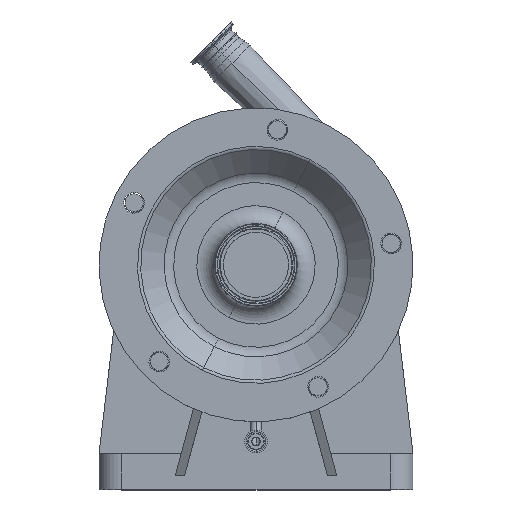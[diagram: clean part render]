
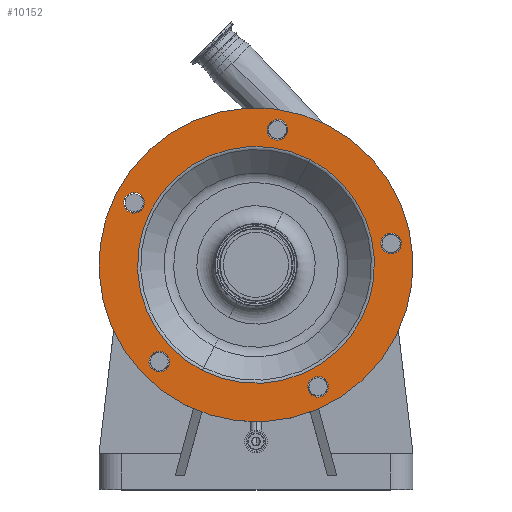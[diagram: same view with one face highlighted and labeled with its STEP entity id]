
A CAD part, top view. The second image highlights one B-rep face of the part: STEP entity #10152.
In plain terms, the highlighted planar face has unit normal (0, 0, 1).
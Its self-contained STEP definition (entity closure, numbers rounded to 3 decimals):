
#16 = CARTESIAN_POINT ( 'NONE',  ( -135.878, 69.234, 289.5 ) ) ;
#209 = CARTESIAN_POINT ( 'NONE',  ( -113.055, -118.08, 289.5 ) ) ;
#299 = FACE_OUTER_BOUND ( 'NONE', #10681, .T. ) ;
#336 = VERTEX_POINT ( 'NONE', #209 ) ;
#337 = EDGE_LOOP ( 'NONE', ( #4582, #523 ) ) ;
#523 = ORIENTED_EDGE ( 'NONE', *, *, #6583, .F. ) ;
#539 = DIRECTION ( 'NONE',  ( 0.454, 0.891, 0. ) ) ;
#559 = CARTESIAN_POINT ( 'NONE',  ( 0., 0., 289.5 ) ) ;
#648 = DIRECTION ( 'NONE',  ( 0.454, 0.891, 0. ) ) ;
#674 = EDGE_CURVE ( 'NONE', #336, #4014, #13561, .T. ) ;
#743 = EDGE_CURVE ( 'NONE', #9044, #7794, #5566, .T. ) ;
#999 = CARTESIAN_POINT ( 'NONE',  ( 79.448, 155.926, 289.5 ) ) ;
#1142 = DIRECTION ( 'NONE',  ( 0., 0., -1. ) ) ;
#1397 = AXIS2_PLACEMENT_3D ( 'NONE', #3592, #10662, #4969 ) ;
#1413 = CIRCLE ( 'NONE', #3805, 11.5 ) ;
#1512 = DIRECTION ( 'NONE',  ( 0., 0., -1. ) ) ;
#1605 = EDGE_CURVE ( 'NONE', #13825, #11590, #2720, .T. ) ;
#1722 = DIRECTION ( 'NONE',  ( 0., 0., 1. ) ) ;
#1775 = CARTESIAN_POINT ( 'NONE',  ( 29.077, 160.869, 289.5 ) ) ;
#1783 = CARTESIAN_POINT ( 'NONE',  ( 23.856, 150.622, 289.5 ) ) ;
#2088 = EDGE_CURVE ( 'NONE', #12388, #3060, #12408, .T. ) ;
#2232 = EDGE_LOOP ( 'NONE', ( #9249, #10926 ) ) ;
#2487 = DIRECTION ( 'NONE',  ( 0., 0., 1. ) ) ;
#2697 = EDGE_CURVE ( 'NONE', #4014, #336, #8323, .T. ) ;
#2720 = CIRCLE ( 'NONE', #4883, 11.5 ) ;
#2725 = FACE_BOUND ( 'NONE', #14126, .T. ) ;
#2981 = CIRCLE ( 'NONE', #11443, 11.5 ) ;
#3060 = VERTEX_POINT ( 'NONE', #10316 ) ;
#3294 = CIRCLE ( 'NONE', #6206, 132.071 ) ;
#3351 = DIRECTION ( 'NONE',  ( 0.454, 0.891, 0. ) ) ;
#3432 = AXIS2_PLACEMENT_3D ( 'NONE', #11871, #4194, #11108 ) ;
#3592 = CARTESIAN_POINT ( 'NONE',  ( 23.856, 150.622, 289.5 ) ) ;
#3758 = CIRCLE ( 'NONE', #5693, 11.5 ) ;
#3805 = AXIS2_PLACEMENT_3D ( 'NONE', #8702, #7545, #5101 ) ;
#3846 = FACE_BOUND ( 'NONE', #337, .T. ) ;
#3961 = DIRECTION ( 'NONE',  ( 0., 0., -1. ) ) ;
#3977 = VERTEX_POINT ( 'NONE', #14427 ) ;
#4014 = VERTEX_POINT ( 'NONE', #4176 ) ;
#4030 = VERTEX_POINT ( 'NONE', #13368 ) ;
#4176 = CARTESIAN_POINT ( 'NONE',  ( -102.613, -97.587, 289.5 ) ) ;
#4194 = DIRECTION ( 'NONE',  ( 0., 0., -1. ) ) ;
#4266 = DIRECTION ( 'NONE',  ( -0.454, -0.891, 0. ) ) ;
#4284 = DIRECTION ( 'NONE',  ( 0.454, 0.891, 0. ) ) ;
#4474 = CIRCLE ( 'NONE', #6432, 132.071 ) ;
#4502 = DIRECTION ( 'NONE',  ( 0.454, 0.891, 0. ) ) ;
#4582 = ORIENTED_EDGE ( 'NONE', *, *, #8768, .F. ) ;
#4883 = AXIS2_PLACEMENT_3D ( 'NONE', #9548, #2487, #6112 ) ;
#4908 = AXIS2_PLACEMENT_3D ( 'NONE', #10439, #9316, #8183 ) ;
#4969 = DIRECTION ( 'NONE',  ( 0.454, 0.891, 0. ) ) ;
#5010 = ORIENTED_EDGE ( 'NONE', *, *, #13716, .T. ) ;
#5070 = EDGE_LOOP ( 'NONE', ( #14505, #11373 ) ) ;
#5101 = DIRECTION ( 'NONE',  ( 0.454, 0.891, 0. ) ) ;
#5135 = PLANE ( 'NONE',  #9287 ) ;
#5327 = VERTEX_POINT ( 'NONE', #8665 ) ;
#5566 = CIRCLE ( 'NONE', #8747, 11.5 ) ;
#5624 = CARTESIAN_POINT ( 'NONE',  ( 74.454, -125.632, 289.5 ) ) ;
#5693 = AXIS2_PLACEMENT_3D ( 'NONE', #1783, #8930, #648 ) ;
#5837 = DIRECTION ( 'NONE',  ( -0.454, -0.891, 0. ) ) ;
#6112 = DIRECTION ( 'NONE',  ( 0.454, 0.891, 0. ) ) ;
#6206 = AXIS2_PLACEMENT_3D ( 'NONE', #8714, #7330, #6490 ) ;
#6397 = CARTESIAN_POINT ( 'NONE',  ( -141.099, 58.987, 289.5 ) ) ;
#6424 = CARTESIAN_POINT ( 'NONE',  ( 69.234, -135.878, 289.5 ) ) ;
#6432 = AXIS2_PLACEMENT_3D ( 'NONE', #13740, #1142, #5837 ) ;
#6440 = CARTESIAN_POINT ( 'NONE',  ( 145.402, 13.61, 289.5 ) ) ;
#6490 = DIRECTION ( 'NONE',  ( -0.454, -0.891, 0. ) ) ;
#6583 = EDGE_CURVE ( 'NONE', #4030, #14329, #3758, .T. ) ;
#7179 = DIRECTION ( 'NONE',  ( 0., 0., 1. ) ) ;
#7213 = CARTESIAN_POINT ( 'NONE',  ( -155.926, 79.448, 289.5 ) ) ;
#7234 = CARTESIAN_POINT ( 'NONE',  ( 69.234, -135.878, 289.5 ) ) ;
#7261 = ORIENTED_EDGE ( 'NONE', *, *, #2088, .F. ) ;
#7330 = DIRECTION ( 'NONE',  ( 0., 0., -1. ) ) ;
#7355 = DIRECTION ( 'NONE',  ( -0.454, -0.891, 0. ) ) ;
#7545 = DIRECTION ( 'NONE',  ( 0., 0., 1. ) ) ;
#7680 = ORIENTED_EDGE ( 'NONE', *, *, #9053, .F. ) ;
#7785 = EDGE_CURVE ( 'NONE', #11590, #13825, #1413, .T. ) ;
#7794 = VERTEX_POINT ( 'NONE', #6397 ) ;
#7941 = CIRCLE ( 'NONE', #8934, 11.5 ) ;
#8183 = DIRECTION ( 'NONE',  ( 0.454, 0.891, 0. ) ) ;
#8323 = CIRCLE ( 'NONE', #4908, 11.5 ) ;
#8341 = ORIENTED_EDGE ( 'NONE', *, *, #14673, .T. ) ;
#8356 = EDGE_CURVE ( 'NONE', #3060, #12388, #14943, .T. ) ;
#8357 = FACE_BOUND ( 'NONE', #2232, .T. ) ;
#8436 = FACE_BOUND ( 'NONE', #5070, .T. ) ;
#8665 = CARTESIAN_POINT ( 'NONE',  ( -59.959, -117.676, 289.5 ) ) ;
#8702 = CARTESIAN_POINT ( 'NONE',  ( 150.622, 23.856, 289.5 ) ) ;
#8714 = CARTESIAN_POINT ( 'NONE',  ( 0., 0., 289.5 ) ) ;
#8747 = AXIS2_PLACEMENT_3D ( 'NONE', #12932, #7179, #9526 ) ;
#8768 = EDGE_CURVE ( 'NONE', #14329, #4030, #11561, .T. ) ;
#8930 = DIRECTION ( 'NONE',  ( 0., 0., 1. ) ) ;
#8934 = AXIS2_PLACEMENT_3D ( 'NONE', #16, #13755, #3351 ) ;
#8985 = AXIS2_PLACEMENT_3D ( 'NONE', #14906, #13767, #4502 ) ;
#9044 = VERTEX_POINT ( 'NONE', #14810 ) ;
#9053 = EDGE_CURVE ( 'NONE', #7794, #9044, #7941, .T. ) ;
#9249 = ORIENTED_EDGE ( 'NONE', *, *, #7785, .F. ) ;
#9287 = AXIS2_PLACEMENT_3D ( 'NONE', #7213, #1512, #7355 ) ;
#9316 = DIRECTION ( 'NONE',  ( 0., 0., 1. ) ) ;
#9488 = FACE_BOUND ( 'NONE', #10334, .T. ) ;
#9526 = DIRECTION ( 'NONE',  ( 0.454, 0.891, 0. ) ) ;
#9548 = CARTESIAN_POINT ( 'NONE',  ( 150.622, 23.856, 289.5 ) ) ;
#9640 = ORIENTED_EDGE ( 'NONE', *, *, #743, .F. ) ;
#10152 = ADVANCED_FACE ( 'NONE', ( #8436, #9488, #8357, #3846, #2725, #299, #11897 ), #5135, .F. ) ;
#10316 = CARTESIAN_POINT ( 'NONE',  ( -79.448, -155.926, 289.5 ) ) ;
#10334 = EDGE_LOOP ( 'NONE', ( #10342, #11088 ) ) ;
#10337 = EDGE_CURVE ( 'NONE', #12443, #11439, #2981, .T. ) ;
#10342 = ORIENTED_EDGE ( 'NONE', *, *, #10337, .F. ) ;
#10439 = CARTESIAN_POINT ( 'NONE',  ( -107.834, -107.834, 289.5 ) ) ;
#10662 = DIRECTION ( 'NONE',  ( 0., 0., 1. ) ) ;
#10681 = EDGE_LOOP ( 'NONE', ( #14173, #7261 ) ) ;
#10926 = ORIENTED_EDGE ( 'NONE', *, *, #1605, .F. ) ;
#11088 = ORIENTED_EDGE ( 'NONE', *, *, #11797, .F. ) ;
#11108 = DIRECTION ( 'NONE',  ( -0.454, -0.891, 0. ) ) ;
#11373 = ORIENTED_EDGE ( 'NONE', *, *, #674, .F. ) ;
#11439 = VERTEX_POINT ( 'NONE', #14739 ) ;
#11443 = AXIS2_PLACEMENT_3D ( 'NONE', #6424, #1722, #4284 ) ;
#11448 = AXIS2_PLACEMENT_3D ( 'NONE', #7234, #14419, #539 ) ;
#11561 = CIRCLE ( 'NONE', #1397, 11.5 ) ;
#11590 = VERTEX_POINT ( 'NONE', #13887 ) ;
#11797 = EDGE_CURVE ( 'NONE', #11439, #12443, #12961, .T. ) ;
#11871 = CARTESIAN_POINT ( 'NONE',  ( 0., 0., 289.5 ) ) ;
#11897 = FACE_BOUND ( 'NONE', #13165, .T. ) ;
#12388 = VERTEX_POINT ( 'NONE', #999 ) ;
#12408 = CIRCLE ( 'NONE', #3432, 175. ) ;
#12443 = VERTEX_POINT ( 'NONE', #5624 ) ;
#12932 = CARTESIAN_POINT ( 'NONE',  ( -135.878, 69.234, 289.5 ) ) ;
#12961 = CIRCLE ( 'NONE', #11448, 11.5 ) ;
#13165 = EDGE_LOOP ( 'NONE', ( #9640, #7680 ) ) ;
#13368 = CARTESIAN_POINT ( 'NONE',  ( 18.635, 140.376, 289.5 ) ) ;
#13561 = CIRCLE ( 'NONE', #8985, 11.5 ) ;
#13716 = EDGE_CURVE ( 'NONE', #5327, #3977, #4474, .T. ) ;
#13740 = CARTESIAN_POINT ( 'NONE',  ( 0., 0., 289.5 ) ) ;
#13755 = DIRECTION ( 'NONE',  ( 0., 0., 1. ) ) ;
#13767 = DIRECTION ( 'NONE',  ( 0., 0., 1. ) ) ;
#13825 = VERTEX_POINT ( 'NONE', #6440 ) ;
#13887 = CARTESIAN_POINT ( 'NONE',  ( 155.843, 34.103, 289.5 ) ) ;
#13968 = AXIS2_PLACEMENT_3D ( 'NONE', #559, #3961, #4266 ) ;
#14126 = EDGE_LOOP ( 'NONE', ( #5010, #8341 ) ) ;
#14173 = ORIENTED_EDGE ( 'NONE', *, *, #8356, .F. ) ;
#14329 = VERTEX_POINT ( 'NONE', #1775 ) ;
#14419 = DIRECTION ( 'NONE',  ( 0., 0., 1. ) ) ;
#14427 = CARTESIAN_POINT ( 'NONE',  ( 59.959, 117.676, 289.5 ) ) ;
#14505 = ORIENTED_EDGE ( 'NONE', *, *, #2697, .F. ) ;
#14673 = EDGE_CURVE ( 'NONE', #3977, #5327, #3294, .T. ) ;
#14739 = CARTESIAN_POINT ( 'NONE',  ( 64.013, -146.125, 289.5 ) ) ;
#14810 = CARTESIAN_POINT ( 'NONE',  ( -130.658, 79.48, 289.5 ) ) ;
#14906 = CARTESIAN_POINT ( 'NONE',  ( -107.834, -107.834, 289.5 ) ) ;
#14943 = CIRCLE ( 'NONE', #13968, 175. ) ;
